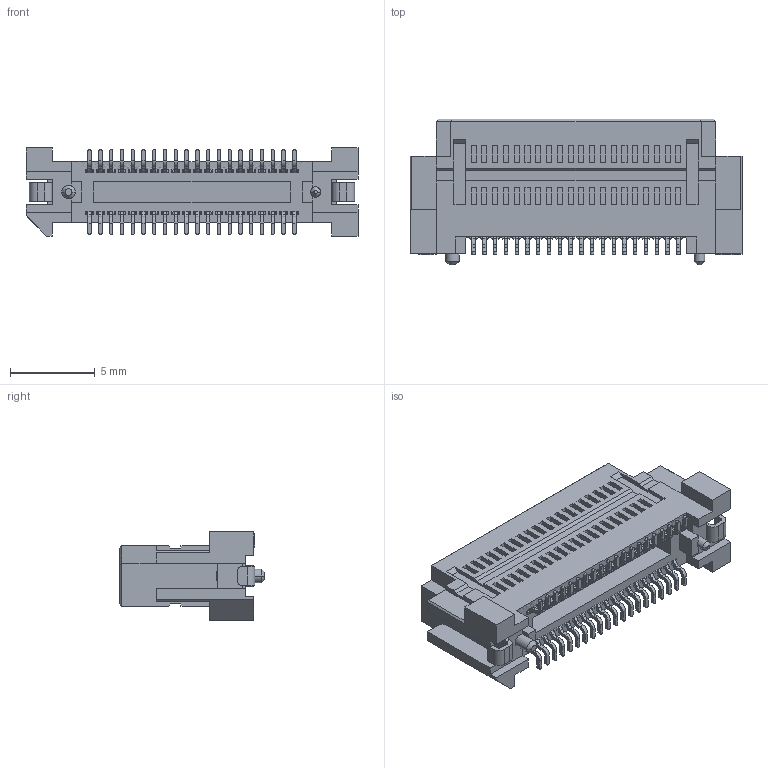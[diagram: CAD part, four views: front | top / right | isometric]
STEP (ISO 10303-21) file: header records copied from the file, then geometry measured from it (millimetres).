
FILE_DESCRIPTION( ('This file contains a STEP AP42 implementation' ,'as created by ZW3D STEP Interface translator.') ,'2;1' );
FILE_NAME( '3660-PXXX-080XXR01.stp' ,'23 330.135010', (''), ('ZWCAD Software Co.'), 'Version 1.0', 'ZW3D to STEP translator', '' );
FILE_SCHEMA(('AUTOMOTIVE_DESIGN { 1 0 10303 214 1 1 1 1 }'));
Length unit declared in the file: millimetre
Products named in the file (2): 0; 3660-PXXX-080XXR01
Bounding box: 19.57 x 8.6 x 5.2 mm (x, y, z)
Volume: 294 mm3; surface area: 985.1 mm2
Topology: 1 solids, 1 shells, 2192 faces, 5800 edges, 3732 vertices
Faces by surface type: plane 1786, cylinder 400, cone 6
Entity records: 69060 total; most frequent: CARTESIAN_POINT 12045, ORIENTED_EDGE 11600, DIRECTION 10838, EDGE_CURVE 5800, VECTOR 4988, LINE 4988, VERTEX_POINT 3732, AXIS2_PLACEMENT_3D 2925
